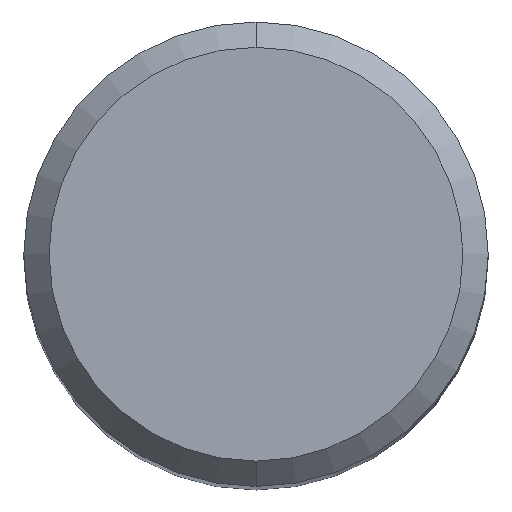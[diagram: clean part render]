
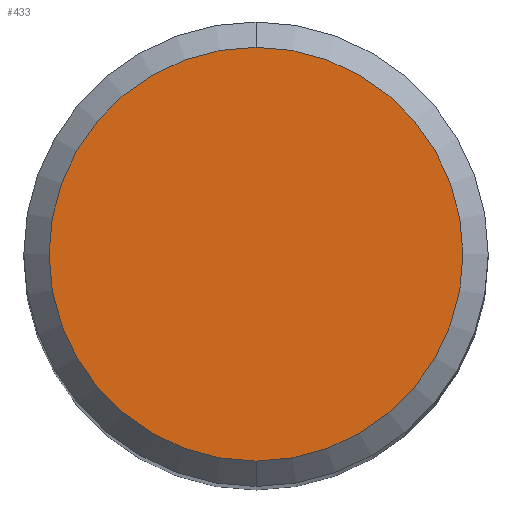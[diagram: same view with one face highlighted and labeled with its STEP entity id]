
A CAD part, top view. The second image highlights one B-rep face of the part: STEP entity #433.
In plain terms, the highlighted planar face has unit normal (0, 0, 1).
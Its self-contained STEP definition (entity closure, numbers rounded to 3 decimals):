
#215=VERTEX_POINT('',#512);
#233=EDGE_CURVE('',#343,#215,#531,.T.);
#343=VERTEX_POINT('',#654);
#395=EDGE_CURVE('',#215,#343,#710,.T.);
#433=ADVANCED_FACE('',(#749),#750,.T.);
#512=CARTESIAN_POINT('',(0.0,4.9,47.48));
#531=CIRCLE('',#955,4.9);
#654=CARTESIAN_POINT('',(0.,-4.9,47.48));
#710=CIRCLE('',#1306,4.9);
#749=FACE_OUTER_BOUND('',#1402,.T.);
#750=PLANE('',#1403);
#955=AXIS2_PLACEMENT_3D('',#1491,#1492,#1493);
#1306=AXIS2_PLACEMENT_3D('',#1697,#1698,#1699);
#1402=EDGE_LOOP('',(#1728,#1729));
#1403=AXIS2_PLACEMENT_3D('',#1730,#1731,#1732);
#1491=CARTESIAN_POINT('',(0.0,0.0,47.48));
#1492=DIRECTION('',(0.0,0.0,-1.0));
#1493=DIRECTION('',(0.0,1.0,0.0));
#1697=CARTESIAN_POINT('',(0.0,0.0,47.48));
#1698=DIRECTION('',(0.0,0.0,-1.0));
#1699=DIRECTION('',(0.0,1.0,0.0));
#1728=ORIENTED_EDGE('',*,*,#395,.F.);
#1729=ORIENTED_EDGE('',*,*,#233,.F.);
#1730=CARTESIAN_POINT('',(0.0,2.45,47.48));
#1731=DIRECTION('',(-0.0,0.0,1.0));
#1732=DIRECTION('',(0.0,-1.0,0.0));
